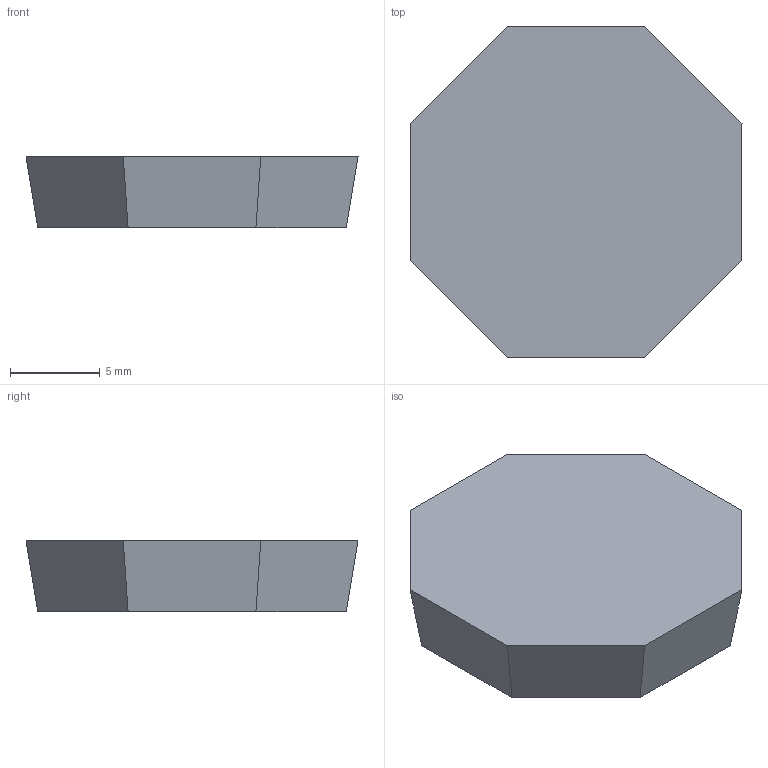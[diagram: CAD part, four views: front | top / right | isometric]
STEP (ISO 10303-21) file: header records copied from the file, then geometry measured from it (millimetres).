
FILE_DESCRIPTION(('FreeCAD Model'),'2;1');
FILE_NAME('cover_top_cone_flat.step','2019-03-31T12:24:19',('Author'),(''), 'Open CASCADE STEP processor 7.3','FreeCAD','Unknown');
FILE_SCHEMA(('AUTOMOTIVE_DESIGN { 1 0 10303 214 1 1 1 1 }'));
Length unit declared in the file: millimetre
Products named in the file (1): cover_top_cone_flat_body
Bounding box: 18.48 x 18.48 x 4 mm (x, y, z)
Volume: 1053.5 mm3; surface area: 766.6 mm2
Topology: 1 solids, 1 shells, 10 faces, 24 edges, 16 vertices
Faces by surface type: bspline 8, plane 2
Entity records: 301 total; most frequent: CARTESIAN_POINT 83, ORIENTED_EDGE 48, EDGE_CURVE 24, DIRECTION 22, VERTEX_POINT 16, LINE 16, VECTOR 16, ADVANCED_FACE 10
